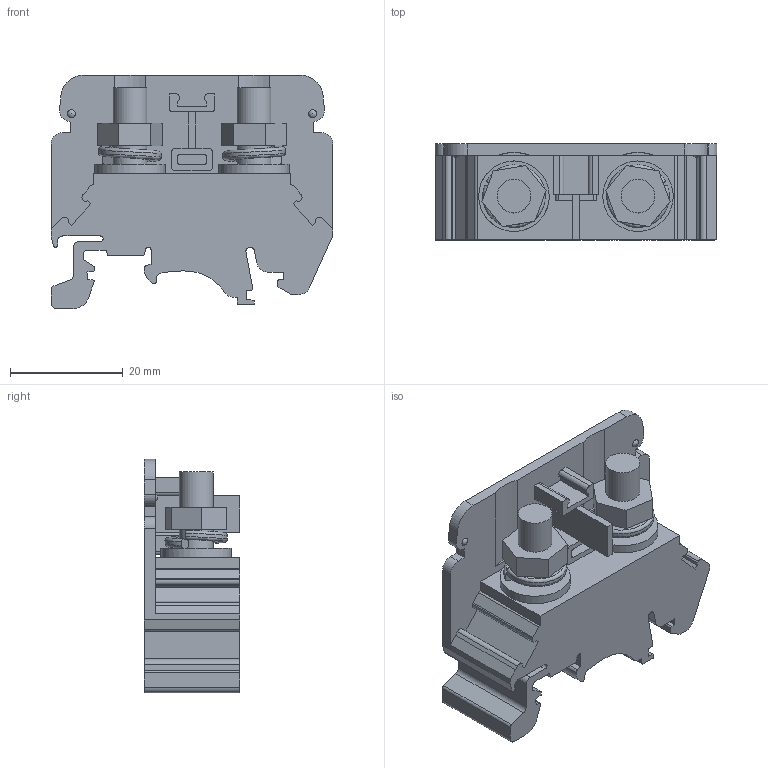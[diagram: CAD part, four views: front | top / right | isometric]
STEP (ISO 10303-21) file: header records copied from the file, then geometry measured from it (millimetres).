
FILE_DESCRIPTION(/* description */ ('Unknown'),/* implementation_level */ '2;1');
FILE_NAME(/* name */ 'KBTM6_3D_SOLID',/* time_stamp */ '2024-10-26T14:05:53+06:00',/* author */ ('Unknown'),/* organization */ ('Unknown'),/* preprocessor_version */ 'ST-DEVELOPER v16.7',/* originating_system */ 'Solid Edge',/* authorisation */ 'Unknown');
FILE_SCHEMA (('AUTOMOTIVE_DESIGN {1 0 10303 214 3 1 1}'));
Length unit declared in the file: millimetre
Products named in the file (1): KBTM6_SOLID
Bounding box: 50 x 17 x 41.4 mm (x, y, z)
Volume: 17130.9 mm3; surface area: 9225.1 mm2
Topology: 3 solids, 3 shells, 219 faces, 608 edges, 407 vertices
Faces by surface type: plane 139, cylinder 66, bspline 12, sphere 2
Full cylindrical faces by diameter (mm): 6 x4, 6.6 x2, 12.5 x2
Entity records: 8738 total; most frequent: CARTESIAN_POINT 1771, ORIENTED_EDGE 1178, DIRECTION 1099, EDGE_CURVE 589, LINE 431, VECTOR 431, VERTEX_POINT 398, AXIS2_PLACEMENT_3D 334
